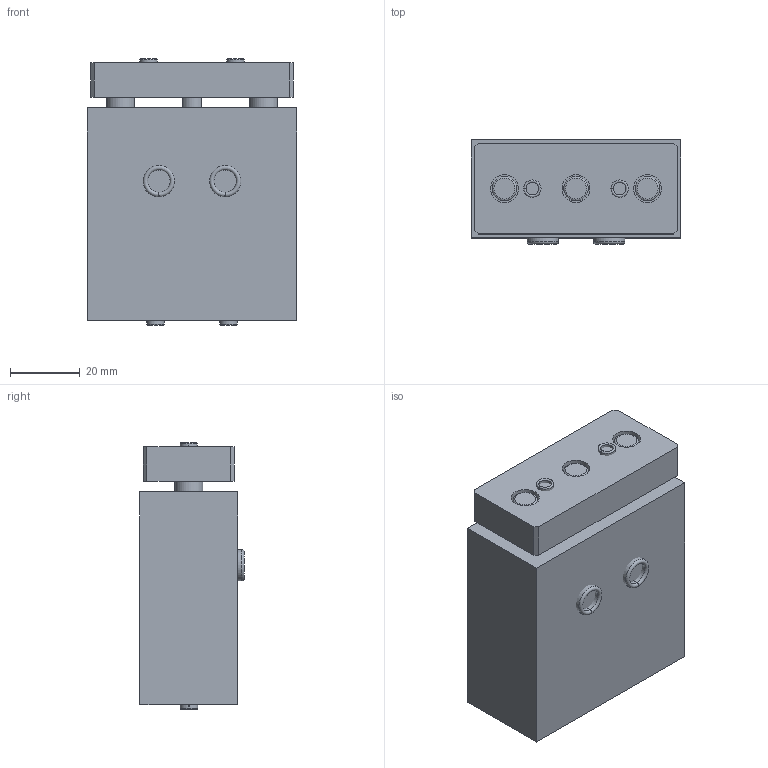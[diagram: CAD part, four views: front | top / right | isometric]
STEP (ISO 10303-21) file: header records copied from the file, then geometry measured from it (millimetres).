
FILE_DESCRIPTION(/* description */ ('STEP AP214'),/* implementation_level */ '2;1');
FILE_NAME(/* name */ '170901_DFM-12-25-P-A-KF',/* time_stamp */ '2024-08-14T16:03:27+02:00',/* author */ ('License CC BY-ND 4.0'),/* organization */ ('CADENAS'),/* preprocessor_version */ 'ST-DEVELOPER v19.3',/* originating_system */ 'PARTsolutions',/* authorisation */ ' ');
FILE_SCHEMA (('AUTOMOTIVE_DESIGN {1 0 10303 214 3 1 1}'));
Length unit declared in the file: millimetre
Products named in the file (6): 170901 DFM-12-25-P-A-KF---(0); 170901 DFM-12-25-P-A-KF---(Z); 170901 DFM-12-25-P-A-KF---(K); 8146543 ZBH-5-B; 5088186 M5x5; 8137184 ZBH-9-B
Assembly tree (10 placements, depth 2):
  170901 DFM-12-25-P-A-KF---(0)
    170901 DFM-12-25-P-A-KF---(Z)
    170901 DFM-12-25-P-A-KF---(K)
    8146543 ZBH-5-B  x4
    5088186 M5x5  x2
    8137184 ZBH-9-B  x2
Bounding box: 60 x 29.85 x 76.4 mm (x, y, z)
Volume: 115078 mm3; surface area: 28631.1 mm2
Topology: 10 solids, 10 shells, 111 faces, 213 edges, 135 vertices
Faces by surface type: plane 49, cylinder 33, torus 19, cone 10
Full cylindrical faces by diameter (mm): 4 x2, 5 x4, 6 x2, 7 x3, 8 x7, 12 x2, 14 x1
Entity records: 1994 total; most frequent: DIRECTION 338, CARTESIAN_POINT 335, ORIENTED_EDGE 232, AXIS2_PLACEMENT_3D 143, EDGE_LOOP 122, FACE_BOUND 122, EDGE_CURVE 116, VERTEX_POINT 92
